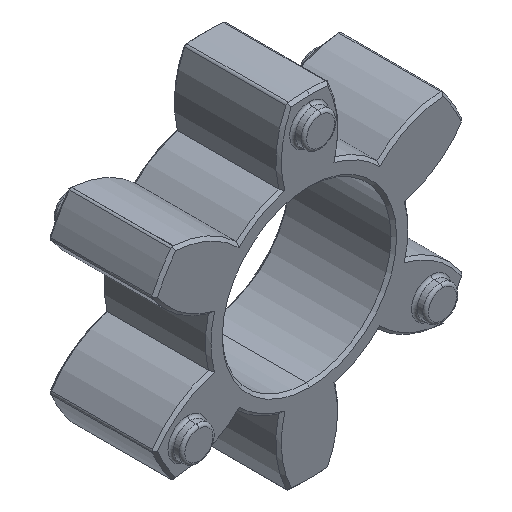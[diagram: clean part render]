
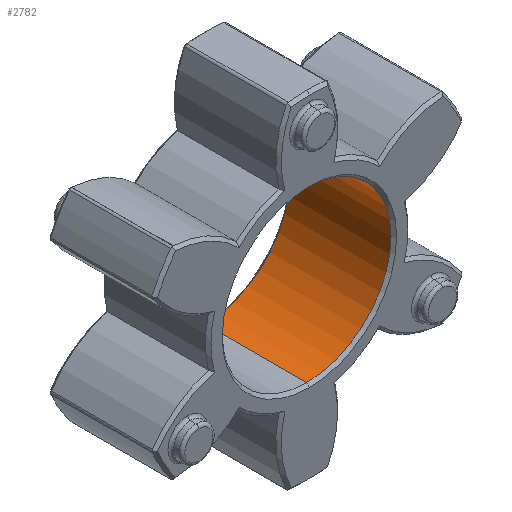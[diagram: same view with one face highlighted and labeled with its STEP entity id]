
A CAD part, isometric view. The second image highlights one B-rep face of the part: STEP entity #2782.
In plain terms, the highlighted cylindrical face has radius 7.5 mm (diameter 15 mm), a partial arc.
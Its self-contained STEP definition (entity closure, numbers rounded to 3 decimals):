
#230 = CARTESIAN_POINT ( 'NONE',  ( 0., -4.5, 0. ) ) ;
#390 = CYLINDRICAL_SURFACE ( 'NONE', #4255, 7.5 ) ;
#412 = AXIS2_PLACEMENT_3D ( 'NONE', #230, #2532, #547 ) ;
#536 = CARTESIAN_POINT ( 'NONE',  ( 0., 4.5, 7.5 ) ) ;
#547 = DIRECTION ( 'NONE',  ( 0., 0., 1. ) ) ;
#572 = VERTEX_POINT ( 'NONE', #1461 ) ;
#662 = ORIENTED_EDGE ( 'NONE', *, *, #2374, .T. ) ;
#794 = CARTESIAN_POINT ( 'NONE',  ( 0., 4.5, 0. ) ) ;
#826 = CARTESIAN_POINT ( 'NONE',  ( 0., 4.75, -7.5 ) ) ;
#840 = VERTEX_POINT ( 'NONE', #1838 ) ;
#859 = DIRECTION ( 'NONE',  ( 0., -1., 0. ) ) ;
#865 = VECTOR ( 'NONE', #3334, 1000. ) ;
#1037 = ORIENTED_EDGE ( 'NONE', *, *, #1356, .F. ) ;
#1042 = DIRECTION ( 'NONE',  ( 0., 0., -1. ) ) ;
#1070 = CARTESIAN_POINT ( 'NONE',  ( 0., -4.5, -7.5 ) ) ;
#1127 = EDGE_CURVE ( 'NONE', #840, #2270, #3426, .T. ) ;
#1142 = DIRECTION ( 'NONE',  ( 0., 0., 1. ) ) ;
#1317 = ORIENTED_EDGE ( 'NONE', *, *, #1127, .T. ) ;
#1353 = ORIENTED_EDGE ( 'NONE', *, *, #2887, .T. ) ;
#1356 = EDGE_CURVE ( 'NONE', #2345, #572, #2373, .T. ) ;
#1461 = CARTESIAN_POINT ( 'NONE',  ( 0., -4.5, 7.5 ) ) ;
#1838 = CARTESIAN_POINT ( 'NONE',  ( 0., 4.5, -7.5 ) ) ;
#2010 = VECTOR ( 'NONE', #859, 1000. ) ;
#2021 = EDGE_LOOP ( 'NONE', ( #1037, #1353, #1317, #662 ) ) ;
#2213 = AXIS2_PLACEMENT_3D ( 'NONE', #794, #3091, #1142 ) ;
#2270 = VERTEX_POINT ( 'NONE', #1070 ) ;
#2345 = VERTEX_POINT ( 'NONE', #536 ) ;
#2373 = LINE ( 'NONE', #2823, #865 ) ;
#2374 = EDGE_CURVE ( 'NONE', #2270, #572, #3466, .T. ) ;
#2532 = DIRECTION ( 'NONE',  ( 0., -1., 0. ) ) ;
#2782 = ADVANCED_FACE ( 'NONE', ( #3205 ), #390, .F. ) ;
#2823 = CARTESIAN_POINT ( 'NONE',  ( 0., 4.75, 7.5 ) ) ;
#2887 = EDGE_CURVE ( 'NONE', #2345, #840, #3560, .T. ) ;
#3091 = DIRECTION ( 'NONE',  ( 0., 1., 0. ) ) ;
#3205 = FACE_OUTER_BOUND ( 'NONE', #2021, .T. ) ;
#3324 = CARTESIAN_POINT ( 'NONE',  ( 0., 4.75, 0. ) ) ;
#3334 = DIRECTION ( 'NONE',  ( 0., -1., 0. ) ) ;
#3426 = LINE ( 'NONE', #826, #2010 ) ;
#3466 = CIRCLE ( 'NONE', #412, 7.5 ) ;
#3560 = CIRCLE ( 'NONE', #2213, 7.5 ) ;
#3659 = DIRECTION ( 'NONE',  ( 0., -1., 0. ) ) ;
#4255 = AXIS2_PLACEMENT_3D ( 'NONE', #3324, #3659, #1042 ) ;
